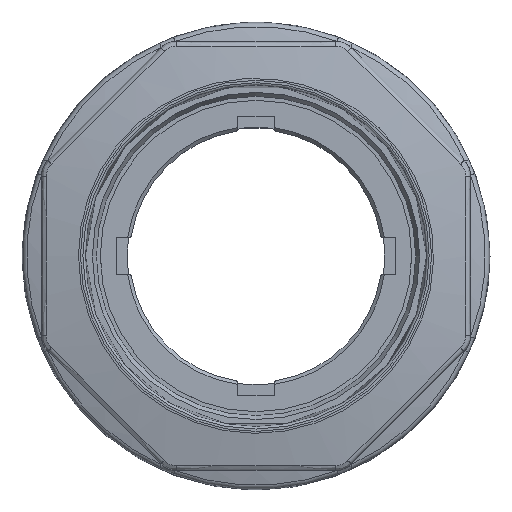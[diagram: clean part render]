
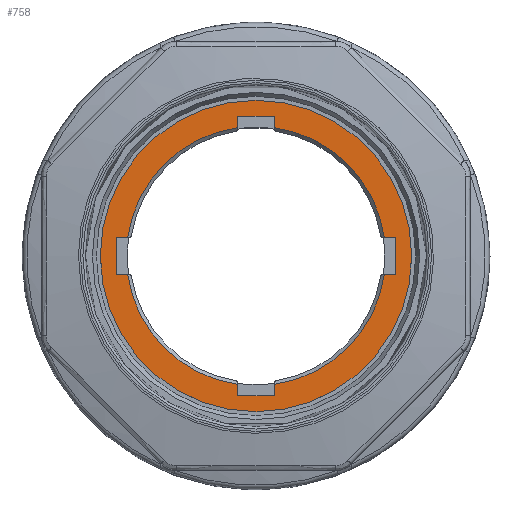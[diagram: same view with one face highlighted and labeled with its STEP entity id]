
A CAD part, top view. The second image highlights one B-rep face of the part: STEP entity #758.
In plain terms, the highlighted planar face has unit normal (0, 0, 1).
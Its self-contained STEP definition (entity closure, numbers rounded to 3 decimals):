
#201=PLANE('',#5998);
#278=FACE_BOUND('',#1575,.T.);
#279=FACE_BOUND('',#1576,.T.);
#758=ADVANCED_FACE('',(#278,#279),#201,.T.);
#1575=EDGE_LOOP('',(#2385,#2386,#2387,#2388,#2389,#2390,#2391,#2392,#2393,
#2394,#2395,#2396,#2397,#2398,#2399,#2400,#2401,#2402,#2403,#2404,#2405,
#2406,#2407,#2408));
#1576=EDGE_LOOP('',(#2409));
#1980=CIRCLE('',#5975,0.2);
#1987=CIRCLE('',#5986,0.2);
#1988=CIRCLE('',#5987,0.2);
#1989=CIRCLE('',#5988,11.5);
#1990=CIRCLE('',#5989,0.2);
#1991=CIRCLE('',#5990,0.2);
#1992=CIRCLE('',#5991,11.5);
#1993=CIRCLE('',#5992,0.2);
#1994=CIRCLE('',#5993,11.5);
#1995=CIRCLE('',#5994,0.2);
#1996=CIRCLE('',#5995,0.2);
#1997=CIRCLE('',#5996,11.5);
#1998=CIRCLE('',#5997,13.8);
#2385=ORIENTED_EDGE('',*,*,#4695,.F.);
#2386=ORIENTED_EDGE('',*,*,#4696,.T.);
#2387=ORIENTED_EDGE('',*,*,#4697,.F.);
#2388=ORIENTED_EDGE('',*,*,#4698,.T.);
#2389=ORIENTED_EDGE('',*,*,#4699,.F.);
#2390=ORIENTED_EDGE('',*,*,#4700,.T.);
#2391=ORIENTED_EDGE('',*,*,#4701,.F.);
#2392=ORIENTED_EDGE('',*,*,#4702,.T.);
#2393=ORIENTED_EDGE('',*,*,#4703,.F.);
#2394=ORIENTED_EDGE('',*,*,#4704,.T.);
#2395=ORIENTED_EDGE('',*,*,#4705,.F.);
#2396=ORIENTED_EDGE('',*,*,#4706,.T.);
#2397=ORIENTED_EDGE('',*,*,#4707,.F.);
#2398=ORIENTED_EDGE('',*,*,#4708,.T.);
#2399=ORIENTED_EDGE('',*,*,#4709,.F.);
#2400=ORIENTED_EDGE('',*,*,#4682,.T.);
#2401=ORIENTED_EDGE('',*,*,#4710,.F.);
#2402=ORIENTED_EDGE('',*,*,#4711,.T.);
#2403=ORIENTED_EDGE('',*,*,#4712,.F.);
#2404=ORIENTED_EDGE('',*,*,#4713,.T.);
#2405=ORIENTED_EDGE('',*,*,#4714,.F.);
#2406=ORIENTED_EDGE('',*,*,#4715,.T.);
#2407=ORIENTED_EDGE('',*,*,#4716,.F.);
#2408=ORIENTED_EDGE('',*,*,#4717,.T.);
#2409=ORIENTED_EDGE('',*,*,#4718,.T.);
#4134=VERTEX_POINT('',#8187);
#4136=VERTEX_POINT('',#8191);
#4149=VERTEX_POINT('',#8291);
#4150=VERTEX_POINT('',#8292);
#4151=VERTEX_POINT('',#8294);
#4152=VERTEX_POINT('',#8296);
#4153=VERTEX_POINT('',#8298);
#4154=VERTEX_POINT('',#8300);
#4155=VERTEX_POINT('',#8302);
#4156=VERTEX_POINT('',#8304);
#4157=VERTEX_POINT('',#8306);
#4158=VERTEX_POINT('',#8308);
#4159=VERTEX_POINT('',#8310);
#4160=VERTEX_POINT('',#8312);
#4161=VERTEX_POINT('',#8314);
#4162=VERTEX_POINT('',#8316);
#4163=VERTEX_POINT('',#8318);
#4164=VERTEX_POINT('',#8321);
#4165=VERTEX_POINT('',#8323);
#4166=VERTEX_POINT('',#8325);
#4167=VERTEX_POINT('',#8327);
#4168=VERTEX_POINT('',#8329);
#4169=VERTEX_POINT('',#8331);
#4170=VERTEX_POINT('',#8333);
#4171=VERTEX_POINT('',#8336);
#4682=EDGE_CURVE('',#4134,#4136,#1980,.T.);
#4695=EDGE_CURVE('',#4149,#4150,#5585,.T.);
#4696=EDGE_CURVE('',#4149,#4151,#1987,.T.);
#4697=EDGE_CURVE('',#4152,#4151,#5586,.T.);
#4698=EDGE_CURVE('',#4152,#4153,#1988,.T.);
#4699=EDGE_CURVE('',#4154,#4153,#5587,.T.);
#4700=EDGE_CURVE('',#4154,#4155,#1989,.T.);
#4701=EDGE_CURVE('',#4156,#4155,#5588,.T.);
#4702=EDGE_CURVE('',#4156,#4157,#1990,.T.);
#4703=EDGE_CURVE('',#4158,#4157,#5589,.T.);
#4704=EDGE_CURVE('',#4158,#4159,#1991,.T.);
#4705=EDGE_CURVE('',#4160,#4159,#5590,.T.);
#4706=EDGE_CURVE('',#4160,#4161,#1992,.T.);
#4707=EDGE_CURVE('',#4162,#4161,#5591,.T.);
#4708=EDGE_CURVE('',#4162,#4163,#1993,.T.);
#4709=EDGE_CURVE('',#4134,#4163,#5592,.T.);
#4710=EDGE_CURVE('',#4164,#4136,#5593,.T.);
#4711=EDGE_CURVE('',#4164,#4165,#1994,.T.);
#4712=EDGE_CURVE('',#4166,#4165,#5594,.T.);
#4713=EDGE_CURVE('',#4166,#4167,#1995,.T.);
#4714=EDGE_CURVE('',#4168,#4167,#5595,.T.);
#4715=EDGE_CURVE('',#4168,#4169,#1996,.T.);
#4716=EDGE_CURVE('',#4170,#4169,#5596,.T.);
#4717=EDGE_CURVE('',#4170,#4150,#1997,.T.);
#4718=EDGE_CURVE('',#4171,#4171,#1998,.T.);
#5585=LINE('',#8290,#5780);
#5586=LINE('',#8295,#5781);
#5587=LINE('',#8299,#5782);
#5588=LINE('',#8303,#5783);
#5589=LINE('',#8307,#5784);
#5590=LINE('',#8311,#5785);
#5591=LINE('',#8315,#5786);
#5592=LINE('',#8319,#5787);
#5593=LINE('',#8320,#5788);
#5594=LINE('',#8324,#5789);
#5595=LINE('',#8328,#5790);
#5596=LINE('',#8332,#5791);
#5780=VECTOR('',#6673,1.);
#5781=VECTOR('',#6676,1.);
#5782=VECTOR('',#6679,1.);
#5783=VECTOR('',#6682,1.);
#5784=VECTOR('',#6685,1.);
#5785=VECTOR('',#6688,1.);
#5786=VECTOR('',#6691,1.);
#5787=VECTOR('',#6694,1.);
#5788=VECTOR('',#6695,1.);
#5789=VECTOR('',#6698,1.);
#5790=VECTOR('',#6701,1.);
#5791=VECTOR('',#6704,1.);
#5975=AXIS2_PLACEMENT_3D('',#8192,#6651,#6652);
#5986=AXIS2_PLACEMENT_3D('',#8293,#6674,#6675);
#5987=AXIS2_PLACEMENT_3D('',#8297,#6677,#6678);
#5988=AXIS2_PLACEMENT_3D('',#8301,#6680,#6681);
#5989=AXIS2_PLACEMENT_3D('',#8305,#6683,#6684);
#5990=AXIS2_PLACEMENT_3D('',#8309,#6686,#6687);
#5991=AXIS2_PLACEMENT_3D('',#8313,#6689,#6690);
#5992=AXIS2_PLACEMENT_3D('',#8317,#6692,#6693);
#5993=AXIS2_PLACEMENT_3D('',#8322,#6696,#6697);
#5994=AXIS2_PLACEMENT_3D('',#8326,#6699,#6700);
#5995=AXIS2_PLACEMENT_3D('',#8330,#6702,#6703);
#5996=AXIS2_PLACEMENT_3D('',#8334,#6705,#6706);
#5997=AXIS2_PLACEMENT_3D('',#8335,#6707,#6708);
#5998=AXIS2_PLACEMENT_3D('',#8337,#6709,#6710);
#6651=DIRECTION('',(0.,0.,-1.));
#6652=DIRECTION('',(-1.,0.,0.));
#6673=DIRECTION('',(0.,1.,0.));
#6674=DIRECTION('',(0.,0.,-1.));
#6675=DIRECTION('',(-1.,0.,0.));
#6676=DIRECTION('',(1.,0.,0.));
#6677=DIRECTION('',(0.,0.,-1.));
#6678=DIRECTION('',(-1.,0.,0.));
#6679=DIRECTION('',(0.,-1.,0.));
#6680=DIRECTION('',(0.,0.,-1.));
#6681=DIRECTION('',(-1.,0.,0.));
#6682=DIRECTION('',(1.,0.,0.));
#6683=DIRECTION('',(0.,0.,-1.));
#6684=DIRECTION('',(-1.,0.,0.));
#6685=DIRECTION('',(0.,-1.,0.));
#6686=DIRECTION('',(0.,0.,-1.));
#6687=DIRECTION('',(-1.,0.,0.));
#6688=DIRECTION('',(-1.,0.,0.));
#6689=DIRECTION('',(0.,0.,-1.));
#6690=DIRECTION('',(-1.,0.,0.));
#6691=DIRECTION('',(0.,-1.,0.));
#6692=DIRECTION('',(0.,0.,-1.));
#6693=DIRECTION('',(-1.,0.,0.));
#6694=DIRECTION('',(-1.,0.,0.));
#6695=DIRECTION('',(0.,1.,0.));
#6696=DIRECTION('',(0.,0.,-1.));
#6697=DIRECTION('',(-1.,0.,0.));
#6698=DIRECTION('',(-1.,0.,0.));
#6699=DIRECTION('',(0.,0.,-1.));
#6700=DIRECTION('',(-1.,0.,0.));
#6701=DIRECTION('',(0.,1.,0.));
#6702=DIRECTION('',(0.,0.,-1.));
#6703=DIRECTION('',(-1.,0.,0.));
#6704=DIRECTION('',(1.,0.,0.));
#6705=DIRECTION('',(0.,0.,-1.));
#6706=DIRECTION('',(-1.,0.,0.));
#6707=DIRECTION('',(0.,0.,1.));
#6708=DIRECTION('',(1.,0.,0.));
#6709=DIRECTION('',(0.,0.,1.));
#6710=DIRECTION('',(-1.,0.,0.));
#8187=CARTESIAN_POINT('',(1.45,12.4,6.65));
#8191=CARTESIAN_POINT('',(1.65,12.2,6.65));
#8192=CARTESIAN_POINT('',(1.45,12.2,6.65));
#8290=CARTESIAN_POINT('',(1.65,-12.4,6.65));
#8291=CARTESIAN_POINT('',(1.65,-12.2,6.65));
#8292=CARTESIAN_POINT('',(1.65,-11.381,6.65));
#8293=CARTESIAN_POINT('',(1.45,-12.2,6.65));
#8294=CARTESIAN_POINT('',(1.45,-12.4,6.65));
#8295=CARTESIAN_POINT('',(-1.65,-12.4,6.65));
#8296=CARTESIAN_POINT('',(-1.45,-12.4,6.65));
#8297=CARTESIAN_POINT('',(-1.45,-12.2,6.65));
#8298=CARTESIAN_POINT('',(-1.65,-12.2,6.65));
#8299=CARTESIAN_POINT('',(-1.65,-5.,6.65));
#8300=CARTESIAN_POINT('',(-1.65,-11.381,6.65));
#8301=CARTESIAN_POINT('',(0.,0.,6.65));
#8302=CARTESIAN_POINT('',(-11.381,-1.65,6.65));
#8303=CARTESIAN_POINT('',(-12.4,-1.65,6.65));
#8304=CARTESIAN_POINT('',(-12.2,-1.65,6.65));
#8305=CARTESIAN_POINT('',(-12.2,-1.45,6.65));
#8306=CARTESIAN_POINT('',(-12.4,-1.45,6.65));
#8307=CARTESIAN_POINT('',(-12.4,1.65,6.65));
#8308=CARTESIAN_POINT('',(-12.4,1.45,6.65));
#8309=CARTESIAN_POINT('',(-12.2,1.45,6.65));
#8310=CARTESIAN_POINT('',(-12.2,1.65,6.65));
#8311=CARTESIAN_POINT('',(-5.,1.65,6.65));
#8312=CARTESIAN_POINT('',(-11.381,1.65,6.65));
#8313=CARTESIAN_POINT('',(0.,0.,6.65));
#8314=CARTESIAN_POINT('',(-1.65,11.381,6.65));
#8315=CARTESIAN_POINT('',(-1.65,12.4,6.65));
#8316=CARTESIAN_POINT('',(-1.65,12.2,6.65));
#8317=CARTESIAN_POINT('',(-1.45,12.2,6.65));
#8318=CARTESIAN_POINT('',(-1.45,12.4,6.65));
#8319=CARTESIAN_POINT('',(1.65,12.4,6.65));
#8320=CARTESIAN_POINT('',(1.65,5.,6.65));
#8321=CARTESIAN_POINT('',(1.65,11.381,6.65));
#8322=CARTESIAN_POINT('',(0.,0.,6.65));
#8323=CARTESIAN_POINT('',(11.381,1.65,6.65));
#8324=CARTESIAN_POINT('',(12.4,1.65,6.65));
#8325=CARTESIAN_POINT('',(12.2,1.65,6.65));
#8326=CARTESIAN_POINT('',(12.2,1.45,6.65));
#8327=CARTESIAN_POINT('',(12.4,1.45,6.65));
#8328=CARTESIAN_POINT('',(12.4,-1.65,6.65));
#8329=CARTESIAN_POINT('',(12.4,-1.45,6.65));
#8330=CARTESIAN_POINT('',(12.2,-1.45,6.65));
#8331=CARTESIAN_POINT('',(12.2,-1.65,6.65));
#8332=CARTESIAN_POINT('',(5.,-1.65,6.65));
#8333=CARTESIAN_POINT('',(11.381,-1.65,6.65));
#8334=CARTESIAN_POINT('',(0.,0.,6.65));
#8335=CARTESIAN_POINT('',(0.,0.,6.65));
#8336=CARTESIAN_POINT('',(13.8,0.,6.65));
#8337=CARTESIAN_POINT('',(0.,-13.8,6.65));
